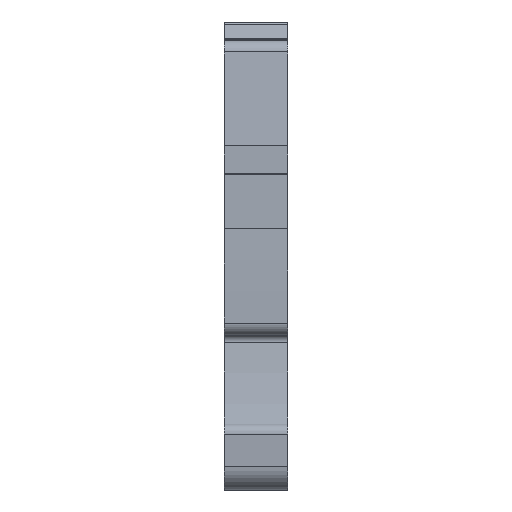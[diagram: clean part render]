
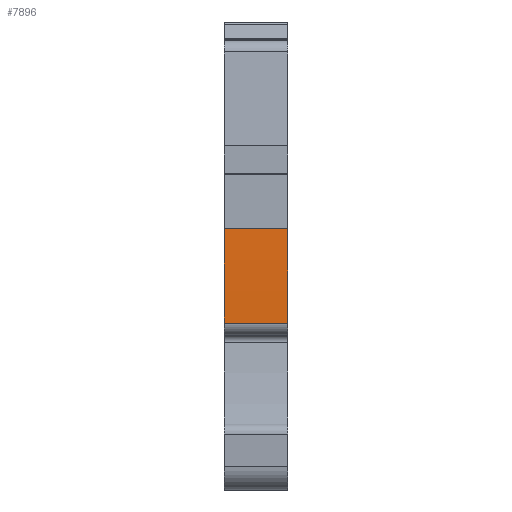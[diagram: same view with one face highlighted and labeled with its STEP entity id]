
A CAD part, front view. The second image highlights one B-rep face of the part: STEP entity #7896.
In plain terms, the highlighted cylindrical face has radius 154.9 mm (diameter 309.8 mm), a partial arc.
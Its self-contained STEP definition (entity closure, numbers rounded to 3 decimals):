
#7861=AXIS2_PLACEMENT_3D('Cylinder Axis2P3D',#7858,#7859,#7860) ;
#7865=AXIS2_PLACEMENT_3D('Circle Axis2P3D',#7863,#7864,$) ;
#7872=AXIS2_PLACEMENT_3D('Circle Axis2P3D',#7870,#7871,$) ;
#7886=AXIS2_PLACEMENT_3D('Circle Axis2P3D',#7884,#7885,$) ;
#7836=CARTESIAN_POINT('Vertex',(5.1,1.529,13.427)) ;
#7839=CARTESIAN_POINT('Line Origine',(2.55,1.529,13.427)) ;
#7843=CARTESIAN_POINT('Vertex',(0.,1.529,13.427)) ;
#7858=CARTESIAN_POINT('Axis2P3D Location',(2.55,156.386,17.05)) ;
#7863=CARTESIAN_POINT('Axis2P3D Location',(5.1,156.386,17.05)) ;
#7867=CARTESIAN_POINT('Vertex',(5.1,1.528,13.45)) ;
#7870=CARTESIAN_POINT('Axis2P3D Location',(5.1,156.386,17.05)) ;
#7874=CARTESIAN_POINT('Vertex',(5.1,1.538,21.05)) ;
#7877=CARTESIAN_POINT('Line Origine',(2.55,1.538,21.05)) ;
#7881=CARTESIAN_POINT('Vertex',(0.,1.538,21.05)) ;
#7884=CARTESIAN_POINT('Axis2P3D Location',(0.,156.386,17.05)) ;
#7840=DIRECTION('Vector Direction',(1.,0.,0.)) ;
#7859=DIRECTION('Axis2P3D Direction',(1.,0.,0.)) ;
#7860=DIRECTION('Axis2P3D XDirection',(0.,-0.993,0.118)) ;
#7864=DIRECTION('Axis2P3D Direction',(1.,0.,0.)) ;
#7871=DIRECTION('Axis2P3D Direction',(1.,0.,0.)) ;
#7878=DIRECTION('Vector Direction',(1.,0.,0.)) ;
#7885=DIRECTION('Axis2P3D Direction',(1.,0.,0.)) ;
#7841=VECTOR('Line Direction',#7840,1.) ;
#7879=VECTOR('Line Direction',#7878,1.) ;
#7890=ORIENTED_EDGE('',*,*,#7869,.F.) ;
#7891=ORIENTED_EDGE('',*,*,#7876,.F.) ;
#7892=ORIENTED_EDGE('',*,*,#7883,.F.) ;
#7893=ORIENTED_EDGE('',*,*,#7888,.T.) ;
#7894=ORIENTED_EDGE('',*,*,#7845,.T.) ;
#7896=ADVANCED_FACE('Hauptk\X2\00F6\X0\rper',(#7895),#7862,.T.) ;
#7866=CIRCLE('generated circle',#7865,154.9) ;
#7873=CIRCLE('generated circle',#7872,154.9) ;
#7887=CIRCLE('generated circle',#7886,154.9) ;
#7862=CYLINDRICAL_SURFACE('generated cylinder',#7861,154.9) ;
#7845=EDGE_CURVE('',#7844,#7837,#7842,.T.) ;
#7869=EDGE_CURVE('',#7868,#7837,#7866,.T.) ;
#7876=EDGE_CURVE('',#7875,#7868,#7873,.T.) ;
#7883=EDGE_CURVE('',#7882,#7875,#7880,.T.) ;
#7888=EDGE_CURVE('',#7882,#7844,#7887,.T.) ;
#7889=EDGE_LOOP('',(#7890,#7891,#7892,#7893,#7894)) ;
#7895=FACE_OUTER_BOUND('',#7889,.T.) ;
#7842=LINE('Line',#7839,#7841) ;
#7880=LINE('Line',#7877,#7879) ;
#7837=VERTEX_POINT('',#7836) ;
#7844=VERTEX_POINT('',#7843) ;
#7868=VERTEX_POINT('',#7867) ;
#7875=VERTEX_POINT('',#7874) ;
#7882=VERTEX_POINT('',#7881) ;
